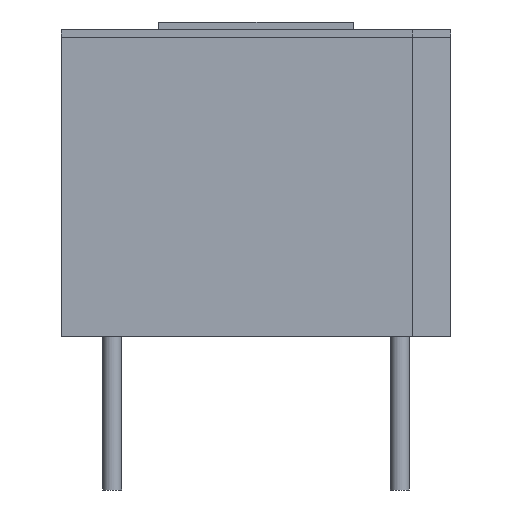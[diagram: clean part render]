
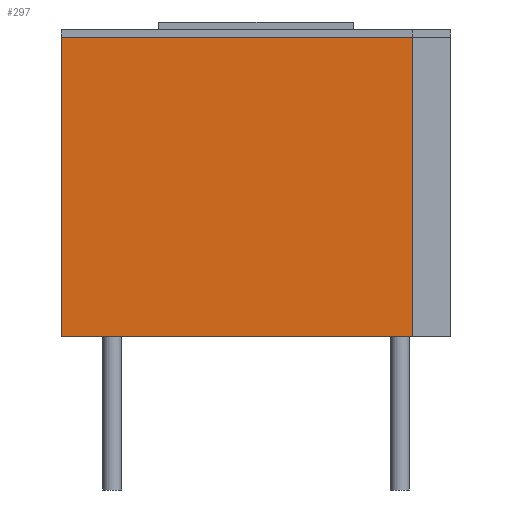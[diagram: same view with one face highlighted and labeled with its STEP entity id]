
A CAD part, left-side view. The second image highlights one B-rep face of the part: STEP entity #297.
In plain terms, the highlighted planar face has unit normal (-1, 0, 0).
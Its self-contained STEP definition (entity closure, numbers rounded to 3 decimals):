
#13=DIRECTION('',(0.,0.,1.));
#14=DIRECTION('',(1.,0.,0.));
#62=LINE('',#63,#64);
#63=CARTESIAN_POINT('',(0.,0.));
#64=VECTOR('',#65,1.);
#65=DIRECTION('',(1.,0.));
#68=PLANE('',#69);
#69=AXIS2_PLACEMENT_3D('',#70,#13,#14);
#70=CARTESIAN_POINT('',(0.,0.,0.));
#81=CARTESIAN_POINT('',(-11.7,-5.08,-25.4));
#82=VECTOR('',#13,1.);
#87=VECTOR('',#88,1.);
#88=DIRECTION('',(0.,-1.));
#91=PLANE('',#92);
#92=AXIS2_PLACEMENT_3D('',#81,#93,#94);
#93=DIRECTION('',(-0.707,-0.707,0.));
#94=DIRECTION('',(-0.707,0.707,0.));
#96=LINE('',#63,#87);
#107=LINE('',#108,#64);
#108=CARTESIAN_POINT('',(0.,-7.8));
#111=PLANE('',#112);
#112=AXIS2_PLACEMENT_3D('',#113,#13,#14);
#113=CARTESIAN_POINT('',(0.,0.,7.8));
#122=LINE('',#123,#87);
#123=CARTESIAN_POINT('',(25.4,0.));
#128=DIRECTION('',(-1.,0.,0.));
#136=VERTEX_POINT('',#137);
#137=CARTESIAN_POINT('',(-12.7,-4.08,0.));
#159=CARTESIAN_POINT('',(12.7,5.08,0.));
#175=VERTEX_POINT('',#176);
#176=CARTESIAN_POINT('',(-12.7,5.08,0.));
#188=PLANE('',#189);
#189=AXIS2_PLACEMENT_3D('',#159,#190,#128);
#190=DIRECTION('',(0.,-1.,0.));
#194=EDGE_CURVE('',#175,#136,#195,.T.);
#195=SURFACE_CURVE('',#196,(#198,#203),.PCURVE_S1.);
#196=LINE('',#176,#197);
#197=VECTOR('',#190,1.);
#198=PCURVE('',#68,#199);
#199=DEFINITIONAL_REPRESENTATION('',(#200),#202);
#200=LINE('',#201,#87);
#201=CARTESIAN_POINT('',(-12.7,5.08));
#202=( GEOMETRIC_REPRESENTATION_CONTEXT(2)PARAMETRIC_REPRESENTATION_CONTEXT() REPRESENTATION_CONTEXT('2D SPACE','') );
#203=PCURVE('',#204,#206);
#204=PLANE('',#205);
#205=AXIS2_PLACEMENT_3D('',#176,#14,#190);
#206=DEFINITIONAL_REPRESENTATION('',(#62),#207);
#207=( GEOMETRIC_REPRESENTATION_CONTEXT(2)PARAMETRIC_REPRESENTATION_CONTEXT() REPRESENTATION_CONTEXT('2D SPACE','') );
#242=VERTEX_POINT('',#243);
#243=CARTESIAN_POINT('',(-12.7,-4.08,7.8));
#258=VERTEX_POINT('',#259);
#259=CARTESIAN_POINT('',(-12.7,5.08,7.8));
#268=ORIENTED_EDGE('',*,*,#269,.T.);
#269=EDGE_CURVE('',#258,#242,#270,.T.);
#270=SURFACE_CURVE('',#271,(#272,#275),.PCURVE_S1.);
#271=LINE('',#259,#197);
#272=PCURVE('',#111,#273);
#273=DEFINITIONAL_REPRESENTATION('',(#200),#274);
#274=( GEOMETRIC_REPRESENTATION_CONTEXT(2)PARAMETRIC_REPRESENTATION_CONTEXT() REPRESENTATION_CONTEXT('2D SPACE','') );
#275=PCURVE('',#204,#276);
#276=DEFINITIONAL_REPRESENTATION('',(#107),#277);
#277=( GEOMETRIC_REPRESENTATION_CONTEXT(2)PARAMETRIC_REPRESENTATION_CONTEXT() REPRESENTATION_CONTEXT('2D SPACE','') );
#282=ORIENTED_EDGE('',*,*,#283,.F.);
#283=EDGE_CURVE('',#136,#242,#284,.T.);
#284=SURFACE_CURVE('',#285,(#287,#292),.PCURVE_S1.);
#285=LINE('',#286,#82);
#286=CARTESIAN_POINT('',(-12.7,-4.08,-25.4));
#287=PCURVE('',#91,#288);
#288=DEFINITIONAL_REPRESENTATION('',(#289),#291);
#289=LINE('',#290,#87);
#290=CARTESIAN_POINT('',(1.414,0.));
#291=( GEOMETRIC_REPRESENTATION_CONTEXT(2)PARAMETRIC_REPRESENTATION_CONTEXT() REPRESENTATION_CONTEXT('2D SPACE','') );
#292=PCURVE('',#204,#293);
#293=DEFINITIONAL_REPRESENTATION('',(#294),#296);
#294=LINE('',#295,#87);
#295=CARTESIAN_POINT('',(9.16,25.4));
#296=( GEOMETRIC_REPRESENTATION_CONTEXT(2)PARAMETRIC_REPRESENTATION_CONTEXT() REPRESENTATION_CONTEXT('2D SPACE','') );
#297=ADVANCED_FACE('',(#298),#204,.F.);
#298=FACE_BOUND('',#299,.F.);
#299=EDGE_LOOP('',(#300,#301,#268,#282));
#300=ORIENTED_EDGE('',*,*,#194,.F.);
#301=ORIENTED_EDGE('',*,*,#302,.T.);
#302=EDGE_CURVE('',#175,#258,#303,.T.);
#303=SURFACE_CURVE('',#304,(#305,#308),.PCURVE_S1.);
#304=LINE('',#176,#82);
#305=PCURVE('',#204,#306);
#306=DEFINITIONAL_REPRESENTATION('',(#96),#307);
#307=( GEOMETRIC_REPRESENTATION_CONTEXT(2)PARAMETRIC_REPRESENTATION_CONTEXT() REPRESENTATION_CONTEXT('2D SPACE','') );
#308=PCURVE('',#188,#309);
#309=DEFINITIONAL_REPRESENTATION('',(#122),#310);
#310=( GEOMETRIC_REPRESENTATION_CONTEXT(2)PARAMETRIC_REPRESENTATION_CONTEXT() REPRESENTATION_CONTEXT('2D SPACE','') );
